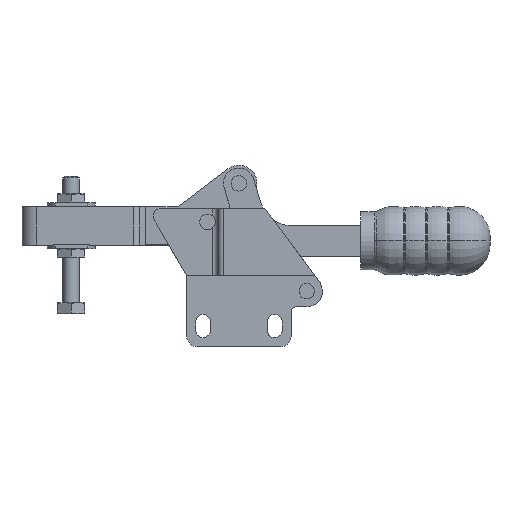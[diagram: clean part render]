
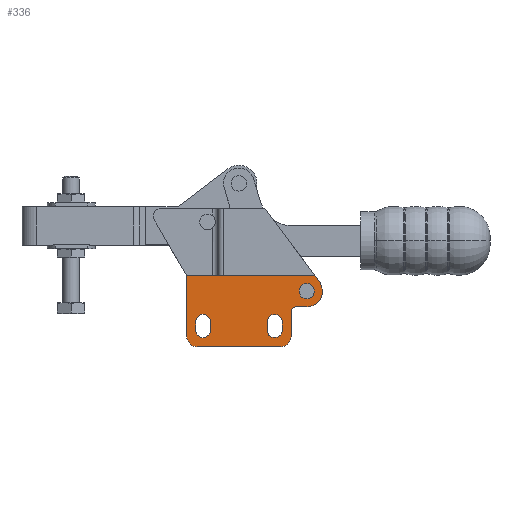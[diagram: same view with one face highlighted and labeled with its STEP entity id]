
A CAD part, top view. The second image highlights one B-rep face of the part: STEP entity #336.
In plain terms, the highlighted planar face has unit normal (0, 0, 1).
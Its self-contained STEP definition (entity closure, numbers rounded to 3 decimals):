
#336 = ADVANCED_FACE( '', ( #886, #887, #888, #889 ), #890, .T. );
#886 = FACE_BOUND( '', #1444, .T. );
#887 = FACE_BOUND( '', #1445, .T. );
#888 = FACE_BOUND( '', #1446, .T. );
#889 = FACE_OUTER_BOUND( '', #1447, .T. );
#890 = PLANE( '', #1448 );
#1444 = EDGE_LOOP( '', ( #3644, #3645, #3646, #3647 ) );
#1445 = EDGE_LOOP( '', ( #3648, #3649, #3650, #3651 ) );
#1446 = EDGE_LOOP( '', ( #3652, #3653 ) );
#1447 = EDGE_LOOP( '', ( #3654, #3655, #3656, #3657, #3658, #3659, #3660, #3661, #3662, #3663 ) );
#1448 = AXIS2_PLACEMENT_3D( '', #3664, #3665, #3666 );
#3644 = ORIENTED_EDGE( '', *, *, #4111, .T. );
#3645 = ORIENTED_EDGE( '', *, *, #4102, .T. );
#3646 = ORIENTED_EDGE( '', *, *, #4095, .T. );
#3647 = ORIENTED_EDGE( '', *, *, #4106, .T. );
#3648 = ORIENTED_EDGE( '', *, *, #4135, .T. );
#3649 = ORIENTED_EDGE( '', *, *, #4126, .T. );
#3650 = ORIENTED_EDGE( '', *, *, #4119, .T. );
#3651 = ORIENTED_EDGE( '', *, *, #4130, .T. );
#3652 = ORIENTED_EDGE( '', *, *, #4284, .T. );
#3653 = ORIENTED_EDGE( '', *, *, #3748, .T. );
#3654 = ORIENTED_EDGE( '', *, *, #4370, .T. );
#3655 = ORIENTED_EDGE( '', *, *, #4431, .F. );
#3656 = ORIENTED_EDGE( '', *, *, #4411, .T. );
#3657 = ORIENTED_EDGE( '', *, *, #4406, .T. );
#3658 = ORIENTED_EDGE( '', *, *, #4402, .T. );
#3659 = ORIENTED_EDGE( '', *, *, #4395, .T. );
#3660 = ORIENTED_EDGE( '', *, *, #4391, .T. );
#3661 = ORIENTED_EDGE( '', *, *, #4387, .T. );
#3662 = ORIENTED_EDGE( '', *, *, #4383, .T. );
#3663 = ORIENTED_EDGE( '', *, *, #4379, .T. );
#3664 = CARTESIAN_POINT( '', ( 30., -0.01, 4.999 ) );
#3665 = DIRECTION( '', ( 0., 0., 1. ) );
#3666 = DIRECTION( '', ( 0., -1., 0. ) );
#3748 = EDGE_CURVE( '', #4500, #4504, #4506, .T. );
#4095 = EDGE_CURVE( '', #5080, #5078, #5081, .T. );
#4102 = EDGE_CURVE( '', #5093, #5080, #5094, .T. );
#4106 = EDGE_CURVE( '', #5078, #5098, #5100, .T. );
#4111 = EDGE_CURVE( '', #5098, #5093, #5107, .T. );
#4119 = EDGE_CURVE( '', #5120, #5118, #5121, .T. );
#4126 = EDGE_CURVE( '', #5133, #5120, #5134, .T. );
#4130 = EDGE_CURVE( '', #5118, #5138, #5140, .T. );
#4135 = EDGE_CURVE( '', #5138, #5133, #5147, .T. );
#4284 = EDGE_CURVE( '', #4504, #4500, #5391, .T. );
#4370 = EDGE_CURVE( '', #5530, #5528, #5531, .T. );
#4379 = EDGE_CURVE( '', #5545, #5530, #5546, .T. );
#4383 = EDGE_CURVE( '', #5551, #5545, #5552, .T. );
#4387 = EDGE_CURVE( '', #5557, #5551, #5558, .T. );
#4391 = EDGE_CURVE( '', #5563, #5557, #5564, .T. );
#4395 = EDGE_CURVE( '', #5569, #5563, #5570, .T. );
#4402 = EDGE_CURVE( '', #5579, #5569, #5580, .T. );
#4406 = EDGE_CURVE( '', #5585, #5579, #5586, .T. );
#4411 = EDGE_CURVE( '', #5592, #5585, #5593, .T. );
#4431 = EDGE_CURVE( '', #5592, #5528, #5622, .T. );
#4500 = VERTEX_POINT( '', #5739 );
#4504 = VERTEX_POINT( '', #5744 );
#4506 = CIRCLE( '', #5747, 2.8 );
#5078 = VERTEX_POINT( '', #7107 );
#5080 = VERTEX_POINT( '', #7110 );
#5081 = CIRCLE( '', #7111, 2.75 );
#5093 = VERTEX_POINT( '', #7127 );
#5094 = LINE( '', #7128, #7129 );
#5098 = VERTEX_POINT( '', #7135 );
#5100 = LINE( '', #7138, #7139 );
#5107 = CIRCLE( '', #7149, 2.75 );
#5118 = VERTEX_POINT( '', #7163 );
#5120 = VERTEX_POINT( '', #7166 );
#5121 = CIRCLE( '', #7167, 2.75 );
#5133 = VERTEX_POINT( '', #7183 );
#5134 = LINE( '', #7184, #7185 );
#5138 = VERTEX_POINT( '', #7191 );
#5140 = LINE( '', #7194, #7195 );
#5147 = CIRCLE( '', #7205, 2.75 );
#5391 = CIRCLE( '', #7555, 2.8 );
#5528 = VERTEX_POINT( '', #7790 );
#5530 = VERTEX_POINT( '', #7793 );
#5531 = LINE( '', #7794, #7795 );
#5545 = VERTEX_POINT( '', #7815 );
#5546 = CIRCLE( '', #7816, 5.7 );
#5551 = VERTEX_POINT( '', #7824 );
#5552 = LINE( '', #7825, #7826 );
#5557 = VERTEX_POINT( '', #7833 );
#5558 = CIRCLE( '', #7834, 1.9 );
#5563 = VERTEX_POINT( '', #7842 );
#5564 = LINE( '', #7843, #7844 );
#5569 = VERTEX_POINT( '', #7851 );
#5570 = CIRCLE( '', #7852, 3.8 );
#5579 = VERTEX_POINT( '', #7866 );
#5580 = LINE( '', #7867, #7868 );
#5585 = VERTEX_POINT( '', #7875 );
#5586 = CIRCLE( '', #7876, 3.8 );
#5592 = VERTEX_POINT( '', #7886 );
#5593 = LINE( '', #7887, #7888 );
#5622 = LINE( '', #7945, #7946 );
#5739 = CARTESIAN_POINT( '', ( 106.5, 20.2, 4.999 ) );
#5744 = CARTESIAN_POINT( '', ( 100.9, 20.2, 4.999 ) );
#5747 = AXIS2_PLACEMENT_3D( '', #8045, #8046, #8047 );
#7107 = CARTESIAN_POINT( '', ( 94.75, 9., 4.999 ) );
#7110 = CARTESIAN_POINT( '', ( 89.25, 9., 4.999 ) );
#7111 = AXIS2_PLACEMENT_3D( '', #8588, #8589, #8590 );
#7127 = CARTESIAN_POINT( '', ( 89.25, 6., 4.999 ) );
#7128 = CARTESIAN_POINT( '', ( 89.25, 4.495, 4.999 ) );
#7129 = VECTOR( '', #8601, 1. );
#7135 = CARTESIAN_POINT( '', ( 94.75, 6., 4.999 ) );
#7138 = CARTESIAN_POINT( '', ( 94.75, 2.995, 4.999 ) );
#7139 = VECTOR( '', #8605, 1. );
#7149 = AXIS2_PLACEMENT_3D( '', #8612, #8613, #8614 );
#7163 = CARTESIAN_POINT( '', ( 68.75, 9., 4.999 ) );
#7166 = CARTESIAN_POINT( '', ( 63.25, 9., 4.999 ) );
#7167 = AXIS2_PLACEMENT_3D( '', #8628, #8629, #8630 );
#7183 = CARTESIAN_POINT( '', ( 63.25, 6., 4.999 ) );
#7184 = CARTESIAN_POINT( '', ( 63.25, 4.495, 4.999 ) );
#7185 = VECTOR( '', #8641, 1. );
#7191 = CARTESIAN_POINT( '', ( 68.75, 6., 4.999 ) );
#7194 = CARTESIAN_POINT( '', ( 68.75, 2.995, 4.999 ) );
#7195 = VECTOR( '', #8645, 1. );
#7205 = AXIS2_PLACEMENT_3D( '', #8652, #8653, #8654 );
#7555 = AXIS2_PLACEMENT_3D( '', #8887, #8888, #8889 );
#7790 = CARTESIAN_POINT( '', ( 106.653, 25.79, 4.999 ) );
#7793 = CARTESIAN_POINT( '', ( 108.281, 23.592, 4.999 ) );
#7794 = CARTESIAN_POINT( '', ( 90.17, 48.045, 4.999 ) );
#7795 = VECTOR( '', #9025, 1. );
#7815 = CARTESIAN_POINT( '', ( 103.7, 14.5, 4.999 ) );
#7816 = AXIS2_PLACEMENT_3D( '', #9038, #9039, #9040 );
#7824 = CARTESIAN_POINT( '', ( 99.9, 14.5, 4.999 ) );
#7825 = CARTESIAN_POINT( '', ( 66.85, 14.5, 4.999 ) );
#7826 = VECTOR( '', #9044, 1. );
#7833 = CARTESIAN_POINT( '', ( 98., 12.6, 4.999 ) );
#7834 = AXIS2_PLACEMENT_3D( '', #9050, #9051, #9052 );
#7842 = CARTESIAN_POINT( '', ( 98., 3.8, 4.999 ) );
#7843 = CARTESIAN_POINT( '', ( 98., 6.295, 4.999 ) );
#7844 = VECTOR( '', #9056, 1. );
#7851 = CARTESIAN_POINT( '', ( 94.2, 0., 4.999 ) );
#7852 = AXIS2_PLACEMENT_3D( '', #9062, #9063, #9064 );
#7866 = CARTESIAN_POINT( '', ( 63.8, 0., 4.999 ) );
#7867 = CARTESIAN_POINT( '', ( 62.1, 0., 4.999 ) );
#7868 = VECTOR( '', #9073, 1. );
#7875 = CARTESIAN_POINT( '', ( 60., 3.8, 4.999 ) );
#7876 = AXIS2_PLACEMENT_3D( '', #9079, #9080, #9081 );
#7886 = CARTESIAN_POINT( '', ( 60., 25.79, 4.999 ) );
#7887 = CARTESIAN_POINT( '', ( 60., 1.895, 4.999 ) );
#7888 = VECTOR( '', #9086, 1. );
#7945 = CARTESIAN_POINT( '', ( 30., 25.79, 4.999 ) );
#7946 = VECTOR( '', #9110, 1. );
#8045 = CARTESIAN_POINT( '', ( 103.7, 20.2, 4.999 ) );
#8046 = DIRECTION( '', ( 0., 0., -1. ) );
#8047 = DIRECTION( '', ( 1., 0., 0. ) );
#8588 = CARTESIAN_POINT( '', ( 92., 9., 4.999 ) );
#8589 = DIRECTION( '', ( 0., 0., -1. ) );
#8590 = DIRECTION( '', ( 1., 0., 0. ) );
#8601 = DIRECTION( '', ( 0., 1., 0. ) );
#8605 = DIRECTION( '', ( 0., -1., 0. ) );
#8612 = CARTESIAN_POINT( '', ( 92., 6., 4.999 ) );
#8613 = DIRECTION( '', ( 0., 0., -1. ) );
#8614 = DIRECTION( '', ( -1., 0., 0. ) );
#8628 = CARTESIAN_POINT( '', ( 66., 9., 4.999 ) );
#8629 = DIRECTION( '', ( 0., 0., -1. ) );
#8630 = DIRECTION( '', ( 1., 0., 0. ) );
#8641 = DIRECTION( '', ( 0., 1., 0. ) );
#8645 = DIRECTION( '', ( 0., -1., 0. ) );
#8652 = CARTESIAN_POINT( '', ( 66., 6., 4.999 ) );
#8653 = DIRECTION( '', ( 0., 0., -1. ) );
#8654 = DIRECTION( '', ( -1., 0., 0. ) );
#8887 = CARTESIAN_POINT( '', ( 103.7, 20.2, 4.999 ) );
#8888 = DIRECTION( '', ( 0., 0., -1. ) );
#8889 = DIRECTION( '', ( 1., 0., 0. ) );
#9025 = DIRECTION( '', ( -0.595, 0.804, 0. ) );
#9038 = CARTESIAN_POINT( '', ( 103.7, 20.2, 4.999 ) );
#9039 = DIRECTION( '', ( 0., 0., 1. ) );
#9040 = DIRECTION( '', ( 0., -1., 0. ) );
#9044 = DIRECTION( '', ( 1., 0., 0. ) );
#9050 = CARTESIAN_POINT( '', ( 99.9, 12.6, 4.999 ) );
#9051 = DIRECTION( '', ( 0., 0., -1. ) );
#9052 = DIRECTION( '', ( -1., 0., 0. ) );
#9056 = DIRECTION( '', ( 0., 1., 0. ) );
#9062 = CARTESIAN_POINT( '', ( 94.2, 3.8, 4.999 ) );
#9063 = DIRECTION( '', ( 0., 0., 1. ) );
#9064 = DIRECTION( '', ( 0., -1., 0. ) );
#9073 = DIRECTION( '', ( 1., 0., 0. ) );
#9079 = CARTESIAN_POINT( '', ( 63.8, 3.8, 4.999 ) );
#9080 = DIRECTION( '', ( 0., 0., 1. ) );
#9081 = DIRECTION( '', ( -1., 0., 0. ) );
#9086 = DIRECTION( '', ( 0., -1., 0. ) );
#9110 = DIRECTION( '', ( 1., 0., 0. ) );
